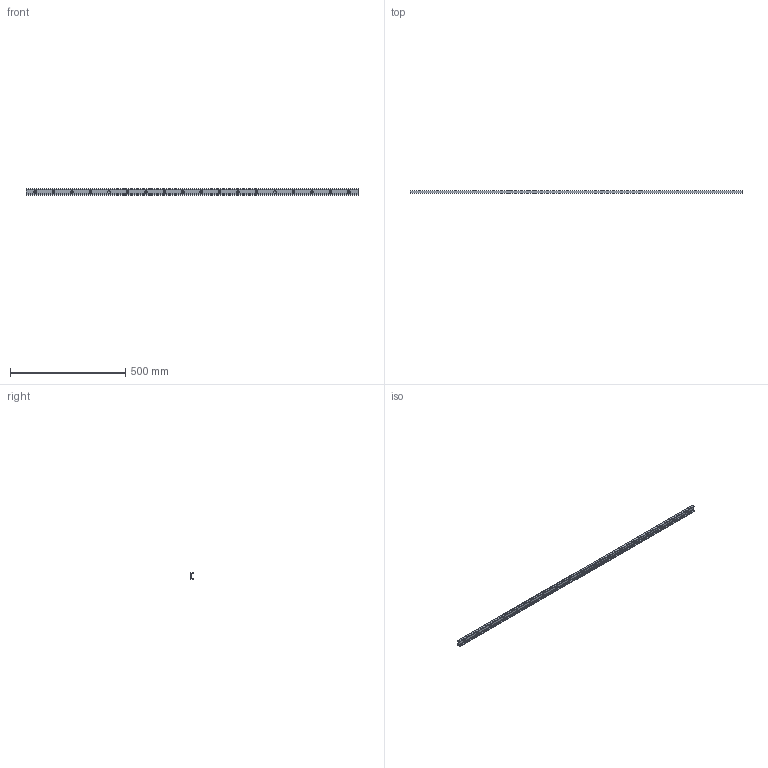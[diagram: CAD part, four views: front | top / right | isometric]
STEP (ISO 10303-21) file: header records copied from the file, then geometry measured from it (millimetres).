
FILE_DESCRIPTION((''),'2;1');
FILE_NAME('LCU 28H-1440.V.stp','2016-05-04T10:12:40',('MRathmann'),(''),'Autodesk Inventor 2012','Autodesk Inventor 2012','');
FILE_SCHEMA(('CONFIG_CONTROL_DESIGN'));
Length unit declared in the file: millimetre
Products named in the file (1): LCU 28H-1440.V
Bounding box: 1440 x 12.3 x 28 mm (x, y, z)
Volume: 218657.6 mm3; surface area: 136465.1 mm2
Topology: 1 solids, 1 shells, 56 faces, 162 edges, 108 vertices
Faces by surface type: cylinder 27, cone 18, plane 11
Full cylindrical faces by diameter (mm): 5.5 x18
Entity records: 1634 total; most frequent: DIRECTION 294, CARTESIAN_POINT 255, ORIENTED_EDGE 216, AXIS2_PLACEMENT_3D 129, EDGE_LOOP 128, EDGE_CURVE 108, VERTEX_POINT 90, CIRCLE 72
